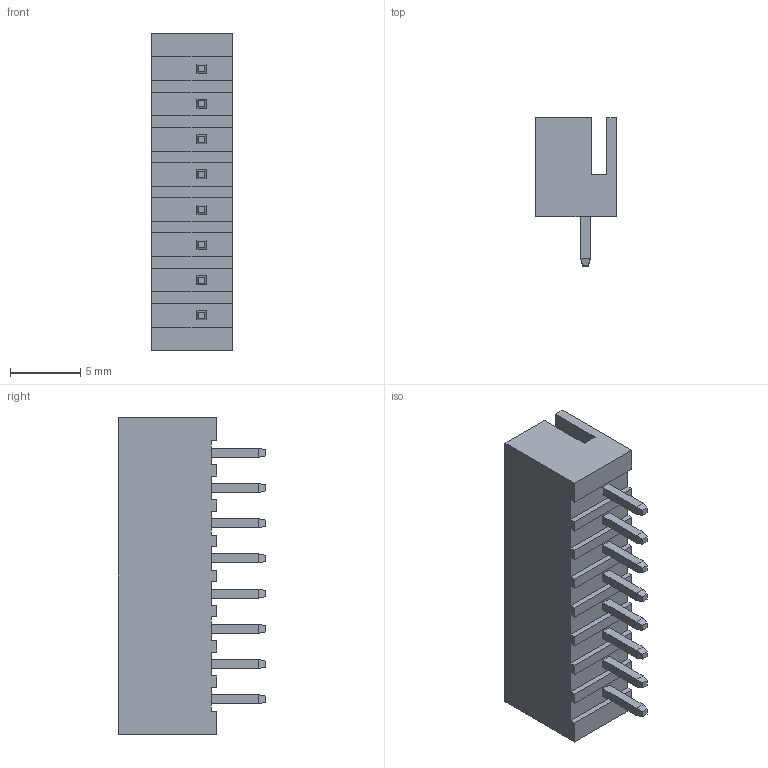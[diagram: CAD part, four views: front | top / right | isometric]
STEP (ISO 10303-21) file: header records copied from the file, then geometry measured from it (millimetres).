
FILE_DESCRIPTION (( 'STEP AP214' ), '1' );
FILE_NAME ('940DA3AE-C12A-4F72-8083-952A5F10939B.STEP', '2023-02-15T07:15:59', ( '' ), ( '' ), 'SwSTEP 2.0', 'SolidWorks 2022', '' );
FILE_SCHEMA (( 'AUTOMOTIVE_DESIGN' ));
Length unit declared in the file: millimetre
Products named in the file (1): 940DA3AE-C12A-4F72-8083-952A5F10939B
Bounding box: 5.75 x 10.5 x 22.5 mm (x, y, z)
Volume: 425.9 mm3; surface area: 1078.9 mm2
Topology: 2 solids, 2 shells, 205 faces, 495 edges, 308 vertices
Faces by surface type: plane 203, cylinder 2
Entity records: 8063 total; most frequent: CARTESIAN_POINT 1009, ORIENTED_EDGE 990, DIRECTION 911, EDGE_CURVE 495, VECTOR 491, LINE 491, VERTEX_POINT 308, EDGE_LOOP 219
